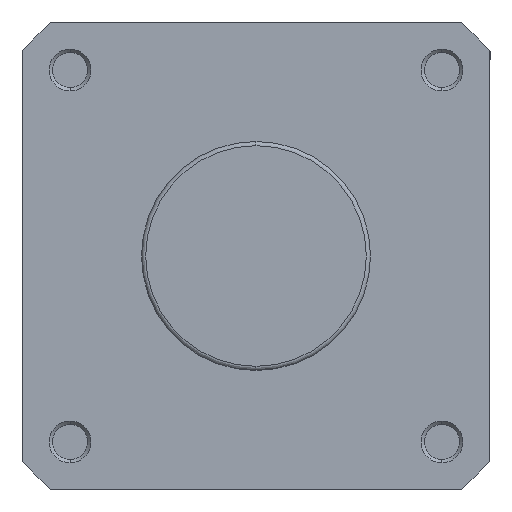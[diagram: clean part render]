
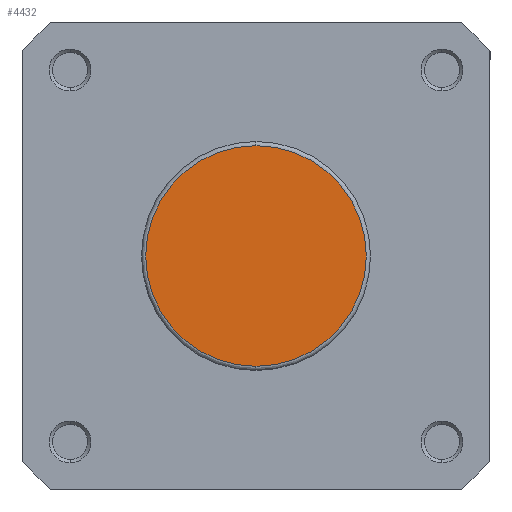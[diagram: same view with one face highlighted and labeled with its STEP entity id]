
A CAD part, left-side view. The second image highlights one B-rep face of the part: STEP entity #4432.
In plain terms, the highlighted planar face has unit normal (-1, 0, 0).
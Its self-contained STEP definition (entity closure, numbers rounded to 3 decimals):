
#5 = FACE_OUTER_BOUND ( 'NONE', #2868, .T. ) ;
#249 = CARTESIAN_POINT ( 'NONE',  ( 0., 0., 0. ) ) ;
#256 = DIRECTION ( 'NONE',  ( -1., 0., 0. ) ) ;
#257 = DIRECTION ( 'NONE',  ( 0., 0., -1. ) ) ;
#1178 = CARTESIAN_POINT ( 'NONE',  ( 0., 0., 26.4 ) ) ;
#1192 = CARTESIAN_POINT ( 'NONE',  ( 0., 0., -26.4 ) ) ;
#1422 = EDGE_CURVE ( 'NONE', #3016, #3032, #3371, .T. ) ;
#1480 = EDGE_CURVE ( 'NONE', #3032, #3016, #3454, .T. ) ;
#1805 = AXIS2_PLACEMENT_3D ( 'NONE', #1927, #1928, #1930 ) ;
#1839 = AXIS2_PLACEMENT_3D ( 'NONE', #249, #256, #257 ) ;
#1927 = CARTESIAN_POINT ( 'NONE',  ( 0., 0., 0. ) ) ;
#1928 = DIRECTION ( 'NONE',  ( -1., 0., 0. ) ) ;
#1930 = DIRECTION ( 'NONE',  ( 0., 0., -1. ) ) ;
#2828 = ORIENTED_EDGE ( 'NONE', *, *, #1422, .T. ) ;
#2830 = ORIENTED_EDGE ( 'NONE', *, *, #1480, .T. ) ;
#2868 = EDGE_LOOP ( 'NONE', ( #2830, #2828 ) ) ;
#3016 = VERTEX_POINT ( 'NONE', #1178 ) ;
#3032 = VERTEX_POINT ( 'NONE', #1192 ) ;
#3371 = CIRCLE ( 'NONE', #1805, 26.4 ) ;
#3454 = CIRCLE ( 'NONE', #1839, 26.4 ) ;
#4432 = ADVANCED_FACE ( 'NONE', ( #5 ), #5312, .F. ) ;
#4699 = AXIS2_PLACEMENT_3D ( 'NONE', #5313, #5322, #5323 ) ;
#5312 = PLANE ( 'NONE',  #4699 ) ;
#5313 = CARTESIAN_POINT ( 'NONE',  ( 0., 27.4, 0. ) ) ;
#5322 = DIRECTION ( 'NONE',  ( 1., 0., 0. ) ) ;
#5323 = DIRECTION ( 'NONE',  ( 0., 0., -1. ) ) ;
